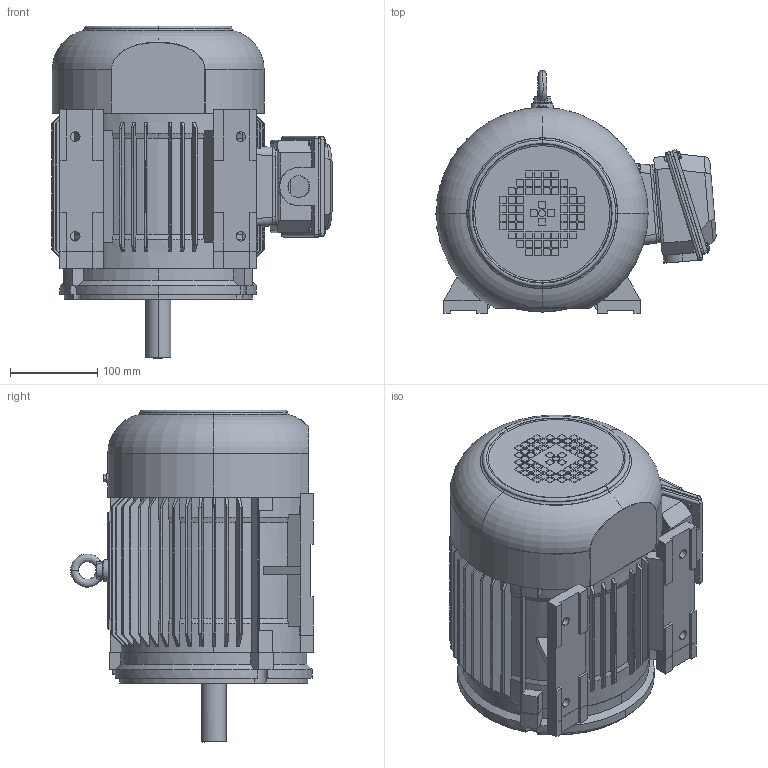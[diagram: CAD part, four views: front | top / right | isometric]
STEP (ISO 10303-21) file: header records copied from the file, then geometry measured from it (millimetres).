
FILE_DESCRIPTION (( 'STEP AP214' ), '1' );
FILE_NAME ('PEWWE-182TC.STEP', '2018-07-16T23:04:07', ( '' ), ( '' ), 'SwSTEP 2.0', 'SolidWorks 2017', '' );
FILE_SCHEMA (( 'AUTOMOTIVE_DESIGN' ));
Length unit declared in the file: inch
Products named in the file (1): PEWWE-182TC
Bounding box: 321.5 x 278.6 x 380.97 mm (x, y, z)
Volume: 9124313.3 mm3; surface area: 813735.3 mm2
Topology: 16 solids, 22 shells, 1613 faces, 4400 edges, 2901 vertices
Faces by surface type: plane 740, cylinder 567, cone 214, bspline 54, torus 38
Entity records: 61209 total; most frequent: CARTESIAN_POINT 20347, ORIENTED_EDGE 8784, DIRECTION 8188, EDGE_CURVE 4392, AXIS2_PLACEMENT_3D 2924, VERTEX_POINT 2901, LINE 2340, VECTOR 2340
